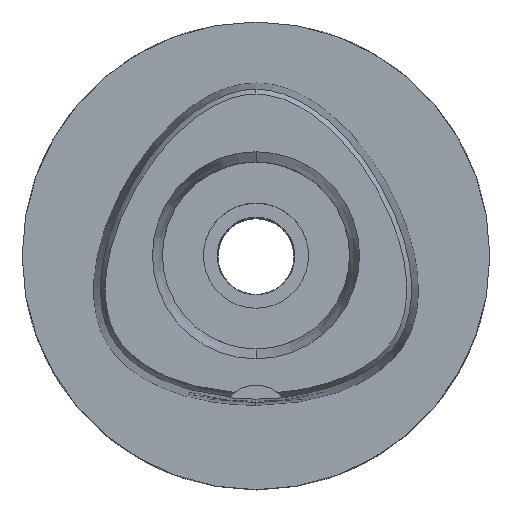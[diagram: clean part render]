
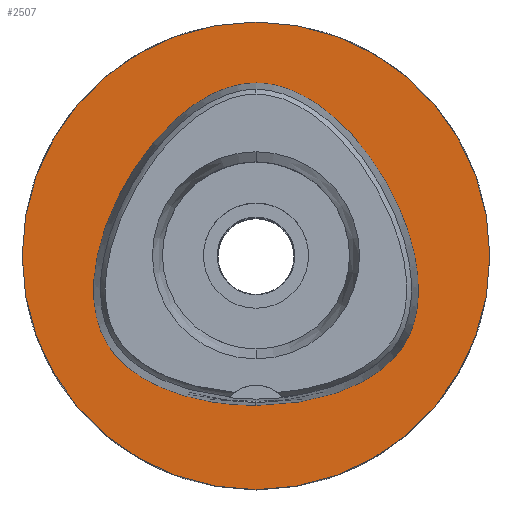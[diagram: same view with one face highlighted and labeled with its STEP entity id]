
A CAD part, top view. The second image highlights one B-rep face of the part: STEP entity #2507.
In plain terms, the highlighted planar face has unit normal (0, 0, 1).
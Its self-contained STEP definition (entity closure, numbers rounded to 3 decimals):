
#326=CARTESIAN_POINT('',(0.,0.,0.));
#327=DIRECTION('',(0.,0.,-1.));
#328=DIRECTION('',(0.,-1.,0.));
#329=AXIS2_PLACEMENT_3D('',#326,#327,#328);
#334=CARTESIAN_POINT('',(0.,0.,0.));
#335=DIRECTION('',(0.,0.,-1.));
#336=DIRECTION('',(0.,1.,0.));
#337=AXIS2_PLACEMENT_3D('',#334,#335,#336);
#342=CARTESIAN_POINT('',(0.,-25.575,0.));
#343=CARTESIAN_POINT('',(1.193,-25.575,0.));
#344=CARTESIAN_POINT('',(3.525,-25.489,
0.));
#345=CARTESIAN_POINT('',(6.913,-25.116,
0.));
#346=CARTESIAN_POINT('',(10.045,-24.532,0.));
#347=CARTESIAN_POINT('',(12.874,-23.777,0.));
#348=CARTESIAN_POINT('',(15.376,-22.894,0.));
#349=CARTESIAN_POINT('',(17.556,-21.919,0.));
#350=CARTESIAN_POINT('',(19.438,-20.88,0.));
#351=CARTESIAN_POINT('',(21.051,-19.797,0.));
#352=CARTESIAN_POINT('',(22.425,-18.683,0.));
#353=CARTESIAN_POINT('',(23.591,-17.545,0.));
#354=CARTESIAN_POINT('',(24.574,-16.383,0.));
#355=CARTESIAN_POINT('',(25.392,-15.201,0.));
#356=CARTESIAN_POINT('',(26.077,-13.968,0.));
#357=CARTESIAN_POINT('',(26.657,-12.631,0.));
#358=CARTESIAN_POINT('',(27.137,-11.151,0.));
#359=CARTESIAN_POINT('',(27.5,-9.52,0.));
#360=CARTESIAN_POINT('',(27.731,-7.711,0.));
#361=CARTESIAN_POINT('',(27.809,-5.704,0.));
#362=CARTESIAN_POINT('',(27.703,-3.479,0.));
#363=CARTESIAN_POINT('',(27.381,-1.024,0.));
#364=CARTESIAN_POINT('',(26.806,1.662,0.));
#365=CARTESIAN_POINT('',(25.947,4.556,0.));
#366=CARTESIAN_POINT('',(24.782,7.61,0.));
#367=CARTESIAN_POINT('',(23.314,10.741,0.));
#368=CARTESIAN_POINT('',(21.574,13.84,0.));
#369=CARTESIAN_POINT('',(19.641,16.76,0.));
#370=CARTESIAN_POINT('',(17.598,19.4,0.));
#371=CARTESIAN_POINT('',(15.52,21.706,0.));
#372=CARTESIAN_POINT('',(13.465,23.66,0.));
#373=CARTESIAN_POINT('',(11.473,25.272,0.));
#374=CARTESIAN_POINT('',(9.569,26.571,0.));
#375=CARTESIAN_POINT('',(7.761,27.591,0.));
#376=CARTESIAN_POINT('',(6.049,28.367,0.));
#377=CARTESIAN_POINT('',(4.426,28.932,0.));
#378=CARTESIAN_POINT('',(2.883,29.312,0.));
#379=CARTESIAN_POINT('',(1.411,29.529,
0.));
#380=CARTESIAN_POINT('',(0.464,29.575,
0.));
#381=CARTESIAN_POINT('',(0.,29.575,
0.));
#386=CARTESIAN_POINT('',(0.,29.575,
0.));
#387=CARTESIAN_POINT('',(-0.464,29.575,
0.));
#388=CARTESIAN_POINT('',(-1.411,29.529,
0.));
#389=CARTESIAN_POINT('',(-2.884,29.312,
0.));
#390=CARTESIAN_POINT('',(-4.427,28.932,0.));
#391=CARTESIAN_POINT('',(-6.049,28.367,0.));
#392=CARTESIAN_POINT('',(-7.761,27.591,0.));
#393=CARTESIAN_POINT('',(-9.57,26.571,0.));
#394=CARTESIAN_POINT('',(-11.474,25.272,0.));
#395=CARTESIAN_POINT('',(-13.466,23.659,0.));
#396=CARTESIAN_POINT('',(-15.521,21.704,0.));
#397=CARTESIAN_POINT('',(-17.6,19.398,0.));
#398=CARTESIAN_POINT('',(-19.642,16.758,0.));
#399=CARTESIAN_POINT('',(-21.575,13.838,0.));
#400=CARTESIAN_POINT('',(-23.316,10.737,0.));
#401=CARTESIAN_POINT('',(-24.783,7.607,0.));
#402=CARTESIAN_POINT('',(-25.947,4.554,0.));
#403=CARTESIAN_POINT('',(-26.806,1.661,0.));
#404=CARTESIAN_POINT('',(-27.381,-1.024,0.));
#405=CARTESIAN_POINT('',(-27.703,-3.479,0.));
#406=CARTESIAN_POINT('',(-27.809,-5.703,0.));
#407=CARTESIAN_POINT('',(-27.731,-7.709,0.));
#408=CARTESIAN_POINT('',(-27.5,-9.518,0.));
#409=CARTESIAN_POINT('',(-27.137,-11.15,0.));
#410=CARTESIAN_POINT('',(-26.657,-12.631,0.));
#411=CARTESIAN_POINT('',(-26.077,-13.967,0.));
#412=CARTESIAN_POINT('',(-25.393,-15.199,0.));
#413=CARTESIAN_POINT('',(-24.577,-16.379,0.));
#414=CARTESIAN_POINT('',(-23.594,-17.542,0.));
#415=CARTESIAN_POINT('',(-22.429,-18.68,0.));
#416=CARTESIAN_POINT('',(-21.055,-19.794,0.));
#417=CARTESIAN_POINT('',(-19.443,-20.877,0.));
#418=CARTESIAN_POINT('',(-17.561,-21.917,0.));
#419=CARTESIAN_POINT('',(-15.38,-22.892,0.));
#420=CARTESIAN_POINT('',(-12.878,-23.776,0.));
#421=CARTESIAN_POINT('',(-10.048,-24.531,0.));
#422=CARTESIAN_POINT('',(-6.915,-25.116,
0.));
#423=CARTESIAN_POINT('',(-3.526,-25.489,
0.));
#424=CARTESIAN_POINT('',(-1.193,-25.575,0.));
#425=CARTESIAN_POINT('',(0.,-25.575,0.));
#1596=VERTEX_POINT('',#386);
#1597=VERTEX_POINT('',#425);
#1602=CARTESIAN_POINT('',(0.,-40.,0.));
#1603=CARTESIAN_POINT('',(0.,40.,0.));
#1604=VERTEX_POINT('',#1602);
#1605=VERTEX_POINT('',#1603);
#2491=CARTESIAN_POINT('',(0.,0.,0.));
#2492=DIRECTION('',(0.,0.,-1.));
#2493=DIRECTION('',(0.,-1.,0.));
#2494=AXIS2_PLACEMENT_3D('',#2491,#2492,#2493);
#2495=PLANE('',#2494);
#2497=ORIENTED_EDGE('',*,*,#2496,.T.);
#2499=ORIENTED_EDGE('',*,*,#2498,.T.);
#2500=EDGE_LOOP('',(#2497,#2499));
#2501=FACE_OUTER_BOUND('',#2500,.F.);
#2503=ORIENTED_EDGE('',*,*,#2502,.T.);
#2504=ORIENTED_EDGE('',*,*,#2474,.T.);
#2505=EDGE_LOOP('',(#2503,#2504));
#2506=FACE_BOUND('',#2505,.F.);
#330=CIRCLE('',#329,40.);
#338=CIRCLE('',#337,40.);
#382=B_SPLINE_CURVE_WITH_KNOTS('',3,(#342,#343,#344,#345,#346,#347,#348,#349,
#350,#351,#352,#353,#354,#355,#356,#357,#358,#359,#360,#361,#362,#363,#364,#365,
#366,#367,#368,#369,#370,#371,#372,#373,#374,#375,#376,#377,#378,#379,#380,
#381),.UNSPECIFIED.,.F.,.F.,(4,1,1,1,1,1,1,1,1,1,1,1,1,1,1,1,1,1,1,1,1,1,1,1,1,
1,1,1,1,1,1,1,1,1,1,1,1,4),(0.,0.027,0.054,
0.081,0.108,0.135,0.162,
0.189,0.216,0.243,0.27,
0.297,0.324,0.351,0.378,
0.405,0.432,0.459,0.486,
0.514,0.541,0.568,0.595,
0.622,0.649,0.676,0.703,
0.73,0.757,0.784,0.811,
0.838,0.865,0.892,0.919,
0.946,0.973,1.),.UNSPECIFIED.);
#426=B_SPLINE_CURVE_WITH_KNOTS('',3,(#386,#387,#388,#389,#390,#391,#392,#393,
#394,#395,#396,#397,#398,#399,#400,#401,#402,#403,#404,#405,#406,#407,#408,#409,
#410,#411,#412,#413,#414,#415,#416,#417,#418,#419,#420,#421,#422,#423,#424,
#425),.UNSPECIFIED.,.F.,.F.,(4,1,1,1,1,1,1,1,1,1,1,1,1,1,1,1,1,1,1,1,1,1,1,1,1,
1,1,1,1,1,1,1,1,1,1,1,1,4),(0.,0.027,0.054,
0.081,0.108,0.135,0.162,
0.189,0.216,0.243,0.27,
0.297,0.324,0.351,0.378,
0.405,0.432,0.459,0.486,
0.514,0.541,0.568,0.595,
0.622,0.649,0.676,0.703,
0.73,0.757,0.784,0.811,
0.838,0.865,0.892,0.919,
0.946,0.973,1.),.UNSPECIFIED.);
#2474=EDGE_CURVE('',#1596,#1597,#426,.T.);
#2496=EDGE_CURVE('',#1604,#1605,#330,.T.);
#2498=EDGE_CURVE('',#1605,#1604,#338,.T.);
#2502=EDGE_CURVE('',#1597,#1596,#382,.T.);
#2507=ADVANCED_FACE('',(#2501,#2506),#2495,.F.);
